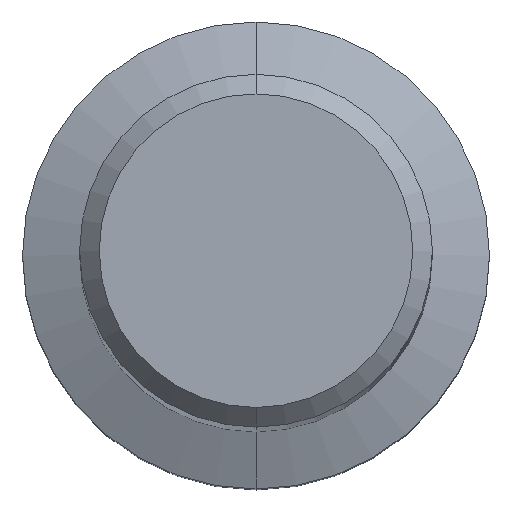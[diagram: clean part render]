
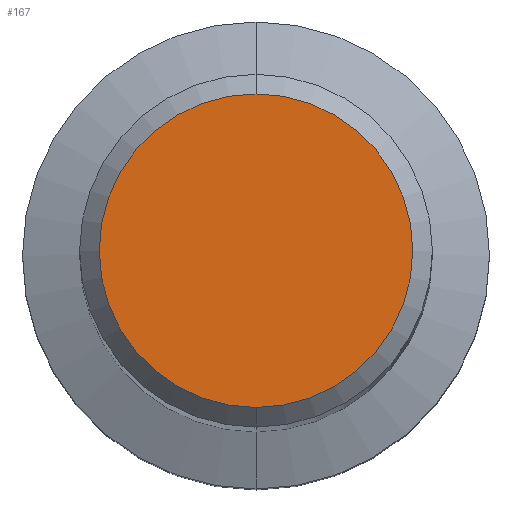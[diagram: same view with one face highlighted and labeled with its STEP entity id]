
A CAD part, top view. The second image highlights one B-rep face of the part: STEP entity #167.
In plain terms, the highlighted planar face has unit normal (0, 0, 1).
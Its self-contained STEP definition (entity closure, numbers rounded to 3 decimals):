
#167=ADVANCED_FACE('',(#375),#376,.T.);
#175=EDGE_CURVE('',#255,#253,#384,.T.);
#211=EDGE_CURVE('',#253,#255,#424,.T.);
#253=VERTEX_POINT('',#469);
#255=VERTEX_POINT('',#471);
#375=FACE_OUTER_BOUND('',#602,.T.);
#376=PLANE('',#603);
#384=CIRCLE('',#614,4.8);
#424=CIRCLE('',#667,4.8);
#469=CARTESIAN_POINT('',(0.,-4.8,0.0));
#471=CARTESIAN_POINT('',(0.0,4.8,0.0));
#602=EDGE_LOOP('',(#888,#889));
#603=AXIS2_PLACEMENT_3D('',#890,#891,#892);
#614=AXIS2_PLACEMENT_3D('',#899,#900,#901);
#667=AXIS2_PLACEMENT_3D('',#950,#951,#952);
#888=ORIENTED_EDGE('',*,*,#175,.F.);
#889=ORIENTED_EDGE('',*,*,#211,.F.);
#890=CARTESIAN_POINT('',(0.0,2.4,0.0));
#891=DIRECTION('',(-0.0,0.0,1.0));
#892=DIRECTION('',(0.0,-1.0,0.0));
#899=CARTESIAN_POINT('',(0.0,0.0,0.0));
#900=DIRECTION('',(0.0,0.0,-1.0));
#901=DIRECTION('',(0.0,1.0,0.0));
#950=CARTESIAN_POINT('',(0.0,0.0,0.0));
#951=DIRECTION('',(0.0,0.0,-1.0));
#952=DIRECTION('',(0.0,1.0,0.0));
